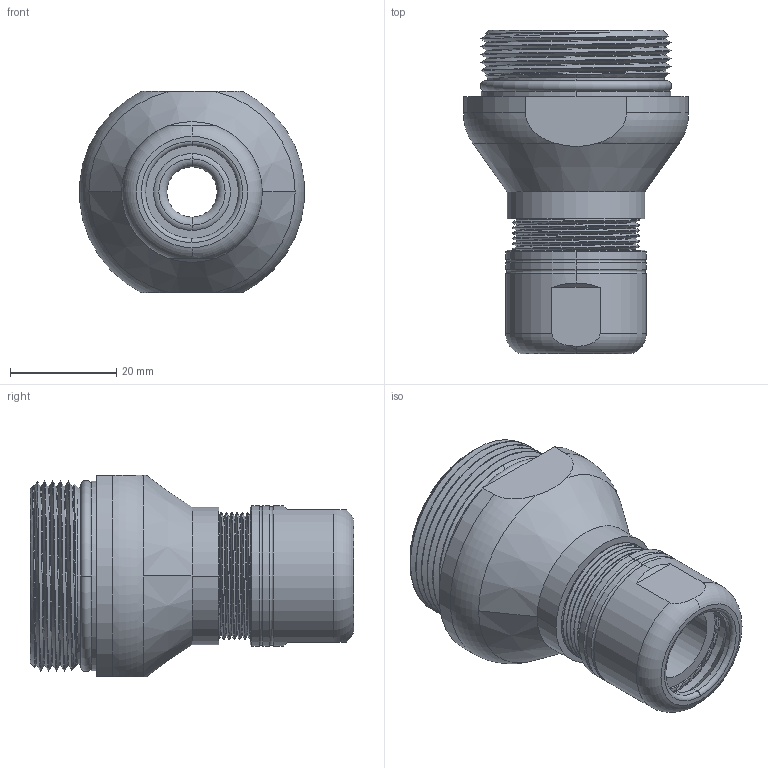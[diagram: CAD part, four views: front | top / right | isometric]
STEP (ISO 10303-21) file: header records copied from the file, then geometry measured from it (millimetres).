
FILE_DESCRIPTION((''),'2;1');
FILE_NAME('M0186','2015-10-26T',('drack.xie'),(''),'PRO/ENGINEER BY PARAMETRIC TECHNOLOGY CORPORATION, 2013230','PRO/ENGINEER BY PARAMETRIC TECHNOLOGY CORPORATION, 2013230','');
FILE_SCHEMA(('CONFIG_CONTROL_DESIGN'));
Length unit declared in the file: millimetre
Products named in the file (1): M0186
Bounding box: 42.35 x 61 x 38 mm (x, y, z)
Volume: 21771.4 mm3; surface area: 18781.2 mm2
Topology: 4 solids, 4 shells, 466 faces, 1336 edges, 851 vertices
Faces by surface type: plane 158, cylinder 127, cone 104, torus 54, bspline 23
Entity records: 23589 total; most frequent: CARTESIAN_POINT 12130, ORIENTED_EDGE 2672, DIRECTION 2074, EDGE_CURVE 1336, VERTEX_POINT 851, AXIS2_PLACEMENT_3D 834, B_SPLINE_CURVE_WITH_KNOTS 539, EDGE_LOOP 483
